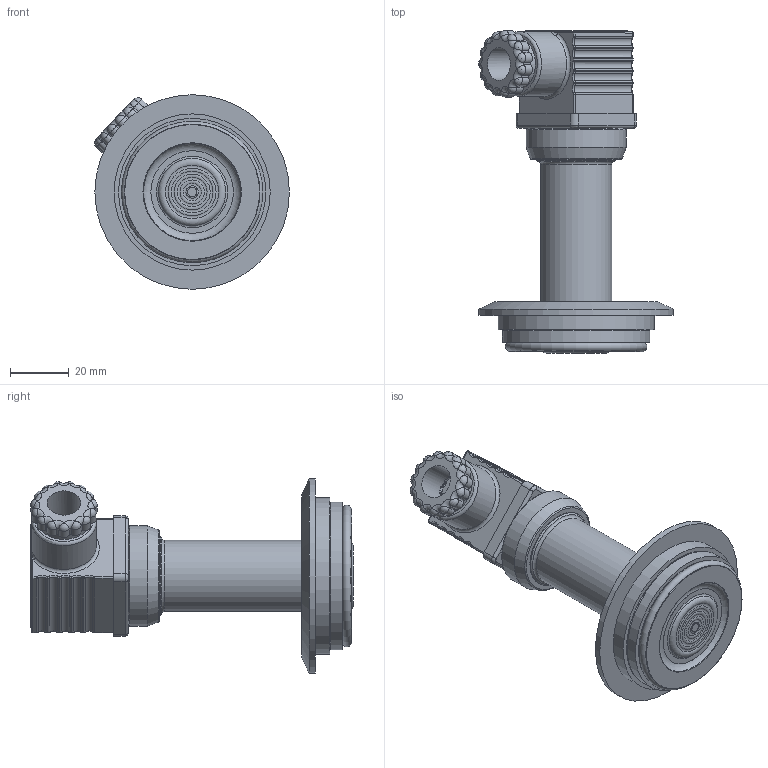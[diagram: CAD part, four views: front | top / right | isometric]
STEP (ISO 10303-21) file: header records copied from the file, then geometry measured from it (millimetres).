
FILE_DESCRIPTION(/* description */ (''),/* implementation_level */ '2;1');
FILE_NAME(/* name */ 'DMU02-Vario_VT_32938-32954.stp',/* time_stamp */ '2018-02-09T11:01:35+01:00',/* author */ ('acgl'),/* organization */ (''),/* preprocessor_version */ 'ST-DEVELOPER v15.6',/* originating_system */ 'Autodesk Inventor 2015',/* authorisation */ '');
FILE_SCHEMA (('AUTOMOTIVE_DESIGN { 1 0 10303 214 3 1 1 }'));
Length unit declared in the file: centimetre
Products named in the file (1): DMU02-Vario_VT_32938-32954
Bounding box: 66.1 x 109.38 x 66 mm (x, y, z)
Volume: 101545.2 mm3; surface area: 22727.1 mm2
Topology: 2 solids, 2 shells, 500 faces, 1223 edges, 730 vertices
Faces by surface type: cylinder 160, torus 114, plane 92, bspline 70, sphere 52, cone 12
Full cylindrical faces by diameter (mm): 4 x1, 5.8 x1, 6.5 x1, 6.6 x1, 7 x1, 11.3 x1, 18 x1, 21.9 x1, 24.2 x1, 27 x1, 28 x1, 34 x1, 46 x1, 50 x1, 53 x1, 66 x1
Entity records: 16573 total; most frequent: CARTESIAN_POINT 4865, DIRECTION 2421, ORIENTED_EDGE 2276, EDGE_CURVE 1138, AXIS2_PLACEMENT_3D 1071, VERTEX_POINT 710, CIRCLE 640, EDGE_LOOP 568
